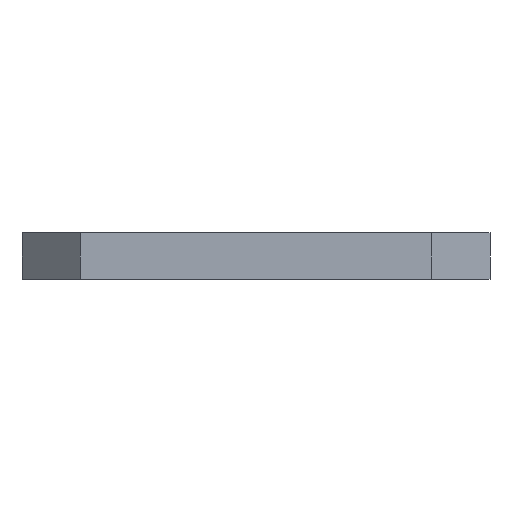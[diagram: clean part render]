
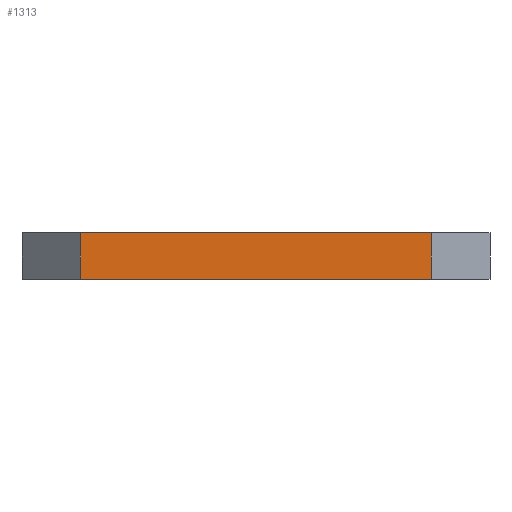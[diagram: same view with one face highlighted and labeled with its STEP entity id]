
A CAD part, left-side view. The second image highlights one B-rep face of the part: STEP entity #1313.
In plain terms, the highlighted planar face has unit normal (-1, 0, 0).
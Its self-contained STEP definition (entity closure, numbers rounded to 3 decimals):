
#1313=ADVANCED_FACE('',(#2712),#2713,.T.);
#2712=FACE_OUTER_BOUND('',#4274,.T.);
#2713=PLANE('',#4275);
#4274=EDGE_LOOP('',(#7879,#7880,#7881,#7882));
#4275=AXIS2_PLACEMENT_3D('',#7883,#7884,#7885);
#7879=ORIENTED_EDGE('',*,*,#9727,.T.);
#7880=ORIENTED_EDGE('',*,*,#9728,.F.);
#7881=ORIENTED_EDGE('',*,*,#9729,.T.);
#7882=ORIENTED_EDGE('',*,*,#9724,.T.);
#7883=CARTESIAN_POINT('',(-250.0,-150.0,0.0));
#7884=DIRECTION('',(-1.0,0.0,0.0));
#7885=DIRECTION('',(0.0,0.0,1.0));
#9724=EDGE_CURVE('',#11880,#11878,#11881,.T.);
#9727=EDGE_CURVE('',#11878,#11884,#11885,.T.);
#9728=EDGE_CURVE('',#11886,#11884,#11887,.T.);
#9729=EDGE_CURVE('',#11886,#11880,#11888,.T.);
#11878=VERTEX_POINT('',#14388);
#11880=VERTEX_POINT('',#14391);
#11881=LINE('',#14392,#14393);
#11884=VERTEX_POINT('',#14397);
#11885=LINE('',#14398,#14399);
#11886=VERTEX_POINT('',#14400);
#11887=LINE('',#14401,#14402);
#11888=LINE('',#14403,#14404);
#14388=CARTESIAN_POINT('',(-250.0,-150.0,40.0));
#14391=CARTESIAN_POINT('',(-250.0,-150.0,0.0));
#14392=CARTESIAN_POINT('',(-250.0,-150.0,0.0));
#14393=VECTOR('',#16814,1.0);
#14397=CARTESIAN_POINT('',(-250.0,150.0,40.0));
#14398=CARTESIAN_POINT('',(-250.0,150.0,40.0));
#14399=VECTOR('',#16816,1.0);
#14400=CARTESIAN_POINT('',(-250.0,150.0,0.0));
#14401=CARTESIAN_POINT('',(-250.0,150.0,0.0));
#14402=VECTOR('',#16817,1.0);
#14403=CARTESIAN_POINT('',(-250.0,150.0,0.0));
#14404=VECTOR('',#16818,1.0);
#16814=DIRECTION('',(0.0,0.0,1.0));
#16816=DIRECTION('',(0.0,1.0,0.0));
#16817=DIRECTION('',(0.0,0.0,1.0));
#16818=DIRECTION('',(0.0,-1.0,0.0));
